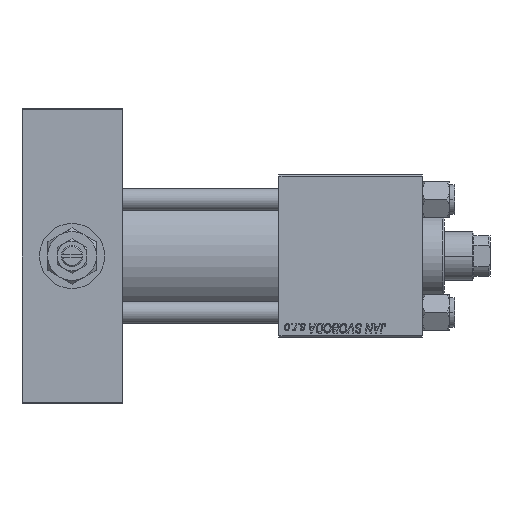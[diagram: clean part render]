
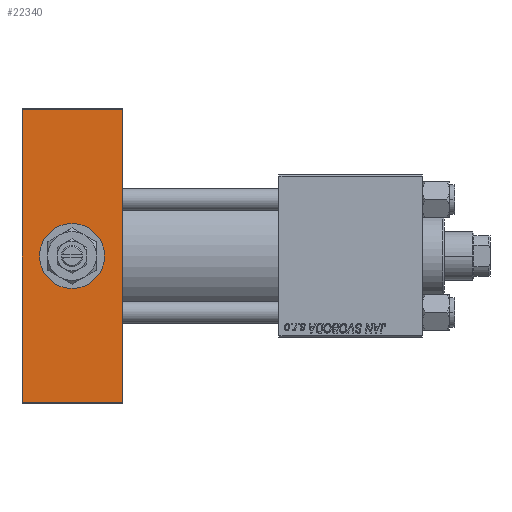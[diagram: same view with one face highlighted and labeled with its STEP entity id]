
A CAD part, front view. The second image highlights one B-rep face of the part: STEP entity #22340.
In plain terms, the highlighted planar face has unit normal (0, -1, 0).
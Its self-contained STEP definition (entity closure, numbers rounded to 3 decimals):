
#955 = DIRECTION ( 'NONE',  ( 1., 0., 0. ) ) ;
#1798 = VERTEX_POINT ( 'NONE', #3833 ) ;
#2703 = VERTEX_POINT ( 'NONE', #38356 ) ;
#3833 = CARTESIAN_POINT ( 'NONE',  ( 18.5, -30., -12. ) ) ;
#5230 = VECTOR ( 'NONE', #16245, 1000. ) ;
#5248 = LINE ( 'NONE', #44278, #5230 ) ;
#5328 = ORIENTED_EDGE ( 'NONE', *, *, #21624, .F. ) ;
#5572 = VERTEX_POINT ( 'NONE', #14476 ) ;
#6088 = LINE ( 'NONE', #38534, #22657 ) ;
#7453 = ORIENTED_EDGE ( 'NONE', *, *, #25014, .T. ) ;
#7828 = DIRECTION ( 'NONE',  ( 0., 0., -1. ) ) ;
#8202 = CARTESIAN_POINT ( 'NONE',  ( 0., -30., -54. ) ) ;
#8799 = EDGE_LOOP ( 'NONE', ( #47990, #31881, #24003, #7453 ) ) ;
#11485 = VERTEX_POINT ( 'NONE', #34402 ) ;
#12744 = CIRCLE ( 'NONE', #17805, 12. ) ;
#13432 = DIRECTION ( 'NONE',  ( 0., 0., -1. ) ) ;
#14085 = ORIENTED_EDGE ( 'NONE', *, *, #14276, .F. ) ;
#14276 = EDGE_CURVE ( 'NONE', #5572, #1798, #12744, .T. ) ;
#14476 = CARTESIAN_POINT ( 'NONE',  ( 18.5, -30., 12. ) ) ;
#15044 = DIRECTION ( 'NONE',  ( 0., 1., 0. ) ) ;
#16245 = DIRECTION ( 'NONE',  ( -1., 0., 0. ) ) ;
#17365 = CARTESIAN_POINT ( 'NONE',  ( 18.5, -30., 0. ) ) ;
#17805 = AXIS2_PLACEMENT_3D ( 'NONE', #44228, #24311, #7828 ) ;
#18283 = EDGE_CURVE ( 'NONE', #27578, #35177, #25039, .T. ) ;
#18733 = PLANE ( 'NONE',  #35184 ) ;
#20573 = EDGE_CURVE ( 'NONE', #11485, #27578, #6088, .T. ) ;
#21008 = VECTOR ( 'NONE', #955, 1000. ) ;
#21624 = EDGE_CURVE ( 'NONE', #1798, #5572, #35998, .T. ) ;
#21641 = CARTESIAN_POINT ( 'NONE',  ( 37., -30., -54. ) ) ;
#22340 = ADVANCED_FACE ( 'NONE', ( #46498, #50429 ), #18733, .F. ) ;
#22657 = VECTOR ( 'NONE', #33818, 1000. ) ;
#23433 = CARTESIAN_POINT ( 'NONE',  ( 37., -30., 54.5 ) ) ;
#24003 = ORIENTED_EDGE ( 'NONE', *, *, #39570, .F. ) ;
#24311 = DIRECTION ( 'NONE',  ( 0., -1., 0. ) ) ;
#24669 = EDGE_LOOP ( 'NONE', ( #5328, #14085 ) ) ;
#25014 = EDGE_CURVE ( 'NONE', #2703, #11485, #5248, .T. ) ;
#25039 = LINE ( 'NONE', #21641, #21008 ) ;
#27578 = VERTEX_POINT ( 'NONE', #8202 ) ;
#30018 = LINE ( 'NONE', #50195, #36525 ) ;
#31881 = ORIENTED_EDGE ( 'NONE', *, *, #18283, .T. ) ;
#32192 = CARTESIAN_POINT ( 'NONE',  ( 37., -30., -54. ) ) ;
#33316 = DIRECTION ( 'NONE',  ( 0., -1., 0. ) ) ;
#33818 = DIRECTION ( 'NONE',  ( 0., 0., -1. ) ) ;
#34402 = CARTESIAN_POINT ( 'NONE',  ( 0., -30., 54. ) ) ;
#34682 = DIRECTION ( 'NONE',  ( 0., 0., 1. ) ) ;
#35177 = VERTEX_POINT ( 'NONE', #32192 ) ;
#35184 = AXIS2_PLACEMENT_3D ( 'NONE', #23433, #15044, #34682 ) ;
#35998 = CIRCLE ( 'NONE', #51097, 12. ) ;
#36525 = VECTOR ( 'NONE', #42854, 1000. ) ;
#38356 = CARTESIAN_POINT ( 'NONE',  ( 37., -30., 54. ) ) ;
#38534 = CARTESIAN_POINT ( 'NONE',  ( 0., -30., 54.5 ) ) ;
#39570 = EDGE_CURVE ( 'NONE', #2703, #35177, #30018, .T. ) ;
#42854 = DIRECTION ( 'NONE',  ( 0., 0., -1. ) ) ;
#44228 = CARTESIAN_POINT ( 'NONE',  ( 18.5, -30., 0. ) ) ;
#44278 = CARTESIAN_POINT ( 'NONE',  ( 37., -30., 54. ) ) ;
#46498 = FACE_BOUND ( 'NONE', #24669, .T. ) ;
#47990 = ORIENTED_EDGE ( 'NONE', *, *, #20573, .T. ) ;
#50195 = CARTESIAN_POINT ( 'NONE',  ( 37., -30., 54.5 ) ) ;
#50429 = FACE_OUTER_BOUND ( 'NONE', #8799, .T. ) ;
#51097 = AXIS2_PLACEMENT_3D ( 'NONE', #17365, #33316, #13432 ) ;
